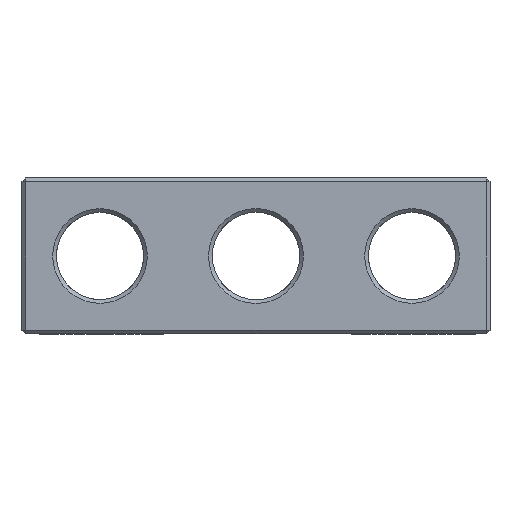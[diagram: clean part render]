
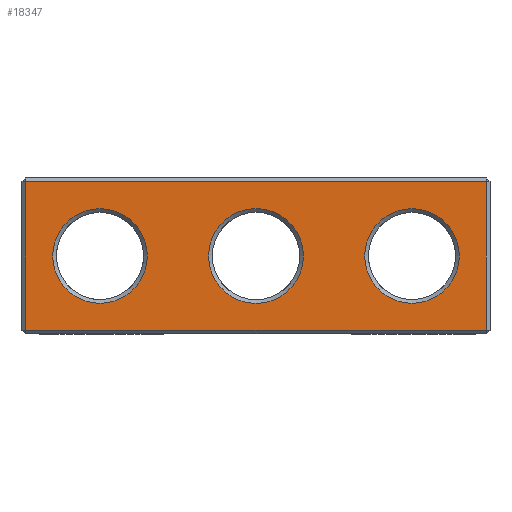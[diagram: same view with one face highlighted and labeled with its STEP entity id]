
A CAD part, front view. The second image highlights one B-rep face of the part: STEP entity #18347.
In plain terms, the highlighted planar face has unit normal (0, -1, 0).
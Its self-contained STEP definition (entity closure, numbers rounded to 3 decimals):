
#1553 = PLANE('',#1554);
#1554 = AXIS2_PLACEMENT_3D('',#1555,#1556,#1557);
#1555 = CARTESIAN_POINT('',(-31.25,-6.1,0.15));
#1556 = DIRECTION('',(0.,-0.707,-0.707));
#1557 = DIRECTION('',(-1.,-0.,-0.));
#10711 = VERTEX_POINT('',#10712);
#10712 = CARTESIAN_POINT('',(-30.95,-6.25,0.3));
#10738 = EDGE_CURVE('',#10711,#10739,#10741,.T.);
#10739 = VERTEX_POINT('',#10740);
#10740 = CARTESIAN_POINT('',(5.95,-6.25,0.3));
#10741 = SURFACE_CURVE('',#10742,(#10746,#10753),.PCURVE_S1.);
#10742 = LINE('',#10743,#10744);
#10743 = CARTESIAN_POINT('',(-31.25,-6.25,0.3));
#10744 = VECTOR('',#10745,1.);
#10745 = DIRECTION('',(1.,0.,0.));
#10746 = PCURVE('',#1553,#10747);
#10747 = DEFINITIONAL_REPRESENTATION('',(#10748),#10752);
#10748 = LINE('',#10749,#10750);
#10749 = CARTESIAN_POINT('',(-0.,-0.212));
#10750 = VECTOR('',#10751,1.);
#10751 = DIRECTION('',(-1.,0.));
#10752 = ( GEOMETRIC_REPRESENTATION_CONTEXT(2) 
PARAMETRIC_REPRESENTATION_CONTEXT() REPRESENTATION_CONTEXT('2D SPACE',''
  ) );
#10753 = PCURVE('',#10754,#10759);
#10754 = PLANE('',#10755);
#10755 = AXIS2_PLACEMENT_3D('',#10756,#10757,#10758);
#10756 = CARTESIAN_POINT('',(-31.25,-6.25,0.));
#10757 = DIRECTION('',(0.,1.,0.));
#10758 = DIRECTION('',(1.,0.,0.));
#10759 = DEFINITIONAL_REPRESENTATION('',(#10760),#10764);
#10760 = LINE('',#10761,#10762);
#10761 = CARTESIAN_POINT('',(0.,-0.3));
#10762 = VECTOR('',#10763,1.);
#10763 = DIRECTION('',(1.,0.));
#10764 = ( GEOMETRIC_REPRESENTATION_CONTEXT(2) 
PARAMETRIC_REPRESENTATION_CONTEXT() REPRESENTATION_CONTEXT('2D SPACE',''
  ) );
#17702 = PLANE('',#17703);
#17703 = AXIS2_PLACEMENT_3D('',#17704,#17705,#17706);
#17704 = CARTESIAN_POINT('',(6.1,-6.1,0.));
#17705 = DIRECTION('',(0.707,-0.707,0.));
#17706 = DIRECTION('',(-0.,-0.,-1.));
#18336 = PLANE('',#18337);
#18337 = AXIS2_PLACEMENT_3D('',#18338,#18339,#18340);
#18338 = CARTESIAN_POINT('',(-31.1,-6.1,0.));
#18339 = DIRECTION('',(-0.707,-0.707,0.));
#18340 = DIRECTION('',(-0.,-0.,-1.));
#18347 = ADVANCED_FACE('',(#18348,#18423,#18458,#18489),#10754,.F.);
#18348 = FACE_BOUND('',#18349,.F.);
#18349 = EDGE_LOOP('',(#18350,#18380,#18401,#18402));
#18350 = ORIENTED_EDGE('',*,*,#18351,.T.);
#18351 = EDGE_CURVE('',#18352,#18354,#18356,.T.);
#18352 = VERTEX_POINT('',#18353);
#18353 = CARTESIAN_POINT('',(-30.95,-6.25,12.2));
#18354 = VERTEX_POINT('',#18355);
#18355 = CARTESIAN_POINT('',(5.95,-6.25,12.2));
#18356 = SURFACE_CURVE('',#18357,(#18361,#18368),.PCURVE_S1.);
#18357 = LINE('',#18358,#18359);
#18358 = CARTESIAN_POINT('',(-31.25,-6.25,12.2));
#18359 = VECTOR('',#18360,1.);
#18360 = DIRECTION('',(1.,0.,0.));
#18361 = PCURVE('',#10754,#18362);
#18362 = DEFINITIONAL_REPRESENTATION('',(#18363),#18367);
#18363 = LINE('',#18364,#18365);
#18364 = CARTESIAN_POINT('',(0.,-12.2));
#18365 = VECTOR('',#18366,1.);
#18366 = DIRECTION('',(1.,0.));
#18367 = ( GEOMETRIC_REPRESENTATION_CONTEXT(2) 
PARAMETRIC_REPRESENTATION_CONTEXT() REPRESENTATION_CONTEXT('2D SPACE',''
  ) );
#18368 = PCURVE('',#18369,#18374);
#18369 = PLANE('',#18370);
#18370 = AXIS2_PLACEMENT_3D('',#18371,#18372,#18373);
#18371 = CARTESIAN_POINT('',(-31.25,-6.1,12.35));
#18372 = DIRECTION('',(0.,0.707,-0.707));
#18373 = DIRECTION('',(-1.,-0.,-0.));
#18374 = DEFINITIONAL_REPRESENTATION('',(#18375),#18379);
#18375 = LINE('',#18376,#18377);
#18376 = CARTESIAN_POINT('',(-0.,-0.212));
#18377 = VECTOR('',#18378,1.);
#18378 = DIRECTION('',(-1.,0.));
#18379 = ( GEOMETRIC_REPRESENTATION_CONTEXT(2) 
PARAMETRIC_REPRESENTATION_CONTEXT() REPRESENTATION_CONTEXT('2D SPACE',''
  ) );
#18380 = ORIENTED_EDGE('',*,*,#18381,.F.);
#18381 = EDGE_CURVE('',#10739,#18354,#18382,.T.);
#18382 = SURFACE_CURVE('',#18383,(#18387,#18394),.PCURVE_S1.);
#18383 = LINE('',#18384,#18385);
#18384 = CARTESIAN_POINT('',(5.95,-6.25,0.));
#18385 = VECTOR('',#18386,1.);
#18386 = DIRECTION('',(0.,0.,1.));
#18387 = PCURVE('',#10754,#18388);
#18388 = DEFINITIONAL_REPRESENTATION('',(#18389),#18393);
#18389 = LINE('',#18390,#18391);
#18390 = CARTESIAN_POINT('',(37.2,0.));
#18391 = VECTOR('',#18392,1.);
#18392 = DIRECTION('',(0.,-1.));
#18393 = ( GEOMETRIC_REPRESENTATION_CONTEXT(2) 
PARAMETRIC_REPRESENTATION_CONTEXT() REPRESENTATION_CONTEXT('2D SPACE',''
  ) );
#18394 = PCURVE('',#17702,#18395);
#18395 = DEFINITIONAL_REPRESENTATION('',(#18396),#18400);
#18396 = LINE('',#18397,#18398);
#18397 = CARTESIAN_POINT('',(-0.,-0.212));
#18398 = VECTOR('',#18399,1.);
#18399 = DIRECTION('',(-1.,0.));
#18400 = ( GEOMETRIC_REPRESENTATION_CONTEXT(2) 
PARAMETRIC_REPRESENTATION_CONTEXT() REPRESENTATION_CONTEXT('2D SPACE',''
  ) );
#18401 = ORIENTED_EDGE('',*,*,#10738,.F.);
#18402 = ORIENTED_EDGE('',*,*,#18403,.T.);
#18403 = EDGE_CURVE('',#10711,#18352,#18404,.T.);
#18404 = SURFACE_CURVE('',#18405,(#18409,#18416),.PCURVE_S1.);
#18405 = LINE('',#18406,#18407);
#18406 = CARTESIAN_POINT('',(-30.95,-6.25,0.));
#18407 = VECTOR('',#18408,1.);
#18408 = DIRECTION('',(0.,0.,1.));
#18409 = PCURVE('',#10754,#18410);
#18410 = DEFINITIONAL_REPRESENTATION('',(#18411),#18415);
#18411 = LINE('',#18412,#18413);
#18412 = CARTESIAN_POINT('',(0.3,0.));
#18413 = VECTOR('',#18414,1.);
#18414 = DIRECTION('',(0.,-1.));
#18415 = ( GEOMETRIC_REPRESENTATION_CONTEXT(2) 
PARAMETRIC_REPRESENTATION_CONTEXT() REPRESENTATION_CONTEXT('2D SPACE',''
  ) );
#18416 = PCURVE('',#18336,#18417);
#18417 = DEFINITIONAL_REPRESENTATION('',(#18418),#18422);
#18418 = LINE('',#18419,#18420);
#18419 = CARTESIAN_POINT('',(-0.,0.212));
#18420 = VECTOR('',#18421,1.);
#18421 = DIRECTION('',(-1.,0.));
#18422 = ( GEOMETRIC_REPRESENTATION_CONTEXT(2) 
PARAMETRIC_REPRESENTATION_CONTEXT() REPRESENTATION_CONTEXT('2D SPACE',''
  ) );
#18423 = FACE_BOUND('',#18424,.F.);
#18424 = EDGE_LOOP('',(#18425));
#18425 = ORIENTED_EDGE('',*,*,#18426,.T.);
#18426 = EDGE_CURVE('',#18427,#18427,#18429,.T.);
#18427 = VERTEX_POINT('',#18428);
#18428 = CARTESIAN_POINT('',(-25.,-6.25,10.04));
#18429 = SURFACE_CURVE('',#18430,(#18435,#18446),.PCURVE_S1.);
#18430 = CIRCLE('',#18431,3.79);
#18431 = AXIS2_PLACEMENT_3D('',#18432,#18433,#18434);
#18432 = CARTESIAN_POINT('',(-25.,-6.25,6.25));
#18433 = DIRECTION('',(0.,-1.,0.));
#18434 = DIRECTION('',(0.,0.,1.));
#18435 = PCURVE('',#10754,#18436);
#18436 = DEFINITIONAL_REPRESENTATION('',(#18437),#18445);
#18437 = ( BOUNDED_CURVE() B_SPLINE_CURVE(2,(#18438,#18439,#18440,#18441
    ,#18442,#18443,#18444),.UNSPECIFIED.,.T.,.F.) 
B_SPLINE_CURVE_WITH_KNOTS((1,2,2,2,2,1),(-2.094,0.,
    2.094,4.189,6.283,8.378),
.UNSPECIFIED.) CURVE() GEOMETRIC_REPRESENTATION_ITEM() 
RATIONAL_B_SPLINE_CURVE((1.,0.5,1.,0.5,1.,0.5,1.)) REPRESENTATION_ITEM(
  '') );
#18438 = CARTESIAN_POINT('',(6.25,-10.04));
#18439 = CARTESIAN_POINT('',(-0.314,-10.04));
#18440 = CARTESIAN_POINT('',(2.968,-4.355));
#18441 = CARTESIAN_POINT('',(6.25,1.33));
#18442 = CARTESIAN_POINT('',(9.532,-4.355));
#18443 = CARTESIAN_POINT('',(12.814,-10.04));
#18444 = CARTESIAN_POINT('',(6.25,-10.04));
#18445 = ( GEOMETRIC_REPRESENTATION_CONTEXT(2) 
PARAMETRIC_REPRESENTATION_CONTEXT() REPRESENTATION_CONTEXT('2D SPACE',''
  ) );
#18446 = PCURVE('',#18447,#18452);
#18447 = CONICAL_SURFACE('',#18448,3.49,0.785);
#18448 = AXIS2_PLACEMENT_3D('',#18449,#18450,#18451);
#18449 = CARTESIAN_POINT('',(-25.,-5.95,6.25));
#18450 = DIRECTION('',(0.,-1.,0.));
#18451 = DIRECTION('',(0.,0.,1.));
#18452 = DEFINITIONAL_REPRESENTATION('',(#18453),#18457);
#18453 = LINE('',#18454,#18455);
#18454 = CARTESIAN_POINT('',(0.,0.3));
#18455 = VECTOR('',#18456,1.);
#18456 = DIRECTION('',(1.,0.));
#18457 = ( GEOMETRIC_REPRESENTATION_CONTEXT(2) 
PARAMETRIC_REPRESENTATION_CONTEXT() REPRESENTATION_CONTEXT('2D SPACE',''
  ) );
#18458 = FACE_BOUND('',#18459,.F.);
#18459 = EDGE_LOOP('',(#18460));
#18460 = ORIENTED_EDGE('',*,*,#18461,.F.);
#18461 = EDGE_CURVE('',#18462,#18462,#18464,.T.);
#18462 = VERTEX_POINT('',#18463);
#18463 = CARTESIAN_POINT('',(-12.5,-6.25,10.05));
#18464 = SURFACE_CURVE('',#18465,(#18470,#18477),.PCURVE_S1.);
#18465 = CIRCLE('',#18466,3.8);
#18466 = AXIS2_PLACEMENT_3D('',#18467,#18468,#18469);
#18467 = CARTESIAN_POINT('',(-12.5,-6.25,6.25));
#18468 = DIRECTION('',(0.,1.,0.));
#18469 = DIRECTION('',(0.,0.,1.));
#18470 = PCURVE('',#10754,#18471);
#18471 = DEFINITIONAL_REPRESENTATION('',(#18472),#18476);
#18472 = CIRCLE('',#18473,3.8);
#18473 = AXIS2_PLACEMENT_2D('',#18474,#18475);
#18474 = CARTESIAN_POINT('',(18.75,-6.25));
#18475 = DIRECTION('',(0.,-1.));
#18476 = ( GEOMETRIC_REPRESENTATION_CONTEXT(2) 
PARAMETRIC_REPRESENTATION_CONTEXT() REPRESENTATION_CONTEXT('2D SPACE',''
  ) );
#18477 = PCURVE('',#18478,#18483);
#18478 = CONICAL_SURFACE('',#18479,3.5,0.785);
#18479 = AXIS2_PLACEMENT_3D('',#18480,#18481,#18482);
#18480 = CARTESIAN_POINT('',(-12.5,-5.95,6.25));
#18481 = DIRECTION('',(0.,-1.,0.));
#18482 = DIRECTION('',(0.,0.,1.));
#18483 = DEFINITIONAL_REPRESENTATION('',(#18484),#18488);
#18484 = LINE('',#18485,#18486);
#18485 = CARTESIAN_POINT('',(-0.,0.3));
#18486 = VECTOR('',#18487,1.);
#18487 = DIRECTION('',(-1.,0.));
#18488 = ( GEOMETRIC_REPRESENTATION_CONTEXT(2) 
PARAMETRIC_REPRESENTATION_CONTEXT() REPRESENTATION_CONTEXT('2D SPACE',''
  ) );
#18489 = FACE_BOUND('',#18490,.F.);
#18490 = EDGE_LOOP('',(#18491));
#18491 = ORIENTED_EDGE('',*,*,#18492,.F.);
#18492 = EDGE_CURVE('',#18493,#18493,#18495,.T.);
#18493 = VERTEX_POINT('',#18494);
#18494 = CARTESIAN_POINT('',(0.,-6.25,10.04));
#18495 = SURFACE_CURVE('',#18496,(#18501,#18508),.PCURVE_S1.);
#18496 = CIRCLE('',#18497,3.79);
#18497 = AXIS2_PLACEMENT_3D('',#18498,#18499,#18500);
#18498 = CARTESIAN_POINT('',(0.,-6.25,6.25));
#18499 = DIRECTION('',(0.,1.,0.));
#18500 = DIRECTION('',(0.,0.,1.));
#18501 = PCURVE('',#10754,#18502);
#18502 = DEFINITIONAL_REPRESENTATION('',(#18503),#18507);
#18503 = CIRCLE('',#18504,3.79);
#18504 = AXIS2_PLACEMENT_2D('',#18505,#18506);
#18505 = CARTESIAN_POINT('',(31.25,-6.25));
#18506 = DIRECTION('',(0.,-1.));
#18507 = ( GEOMETRIC_REPRESENTATION_CONTEXT(2) 
PARAMETRIC_REPRESENTATION_CONTEXT() REPRESENTATION_CONTEXT('2D SPACE',''
  ) );
#18508 = PCURVE('',#18509,#18514);
#18509 = CONICAL_SURFACE('',#18510,3.79,0.785);
#18510 = AXIS2_PLACEMENT_3D('',#18511,#18512,#18513);
#18511 = CARTESIAN_POINT('',(0.,-6.25,6.25));
#18512 = DIRECTION('',(0.,-1.,0.));
#18513 = DIRECTION('',(0.,0.,1.));
#18514 = DEFINITIONAL_REPRESENTATION('',(#18515),#18519);
#18515 = LINE('',#18516,#18517);
#18516 = CARTESIAN_POINT('',(-0.,-0.));
#18517 = VECTOR('',#18518,1.);
#18518 = DIRECTION('',(-1.,-0.));
#18519 = ( GEOMETRIC_REPRESENTATION_CONTEXT(2) 
PARAMETRIC_REPRESENTATION_CONTEXT() REPRESENTATION_CONTEXT('2D SPACE',''
  ) );
